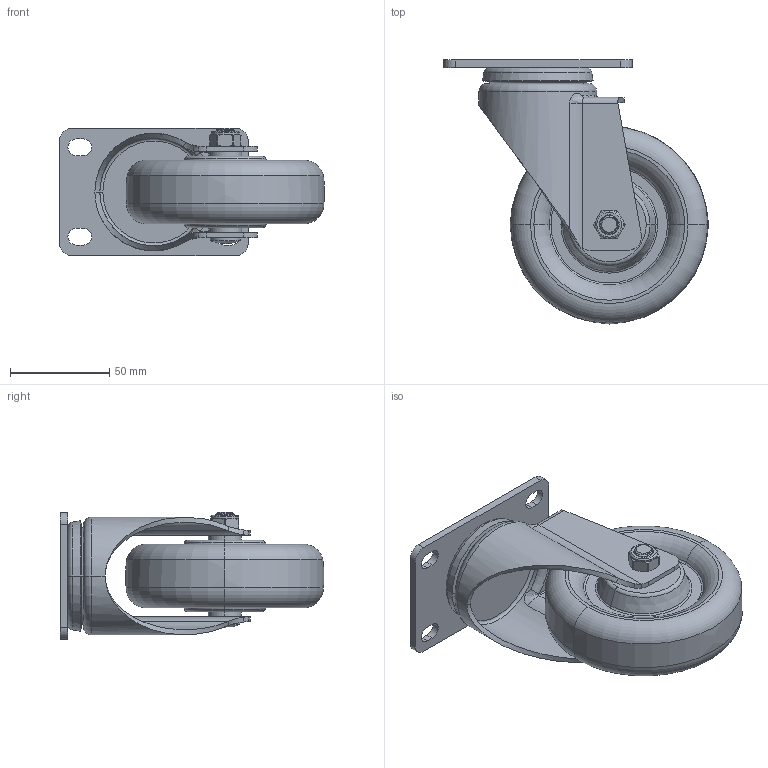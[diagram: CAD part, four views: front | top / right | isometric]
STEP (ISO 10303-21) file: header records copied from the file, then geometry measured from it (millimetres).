
FILE_DESCRIPTION((''),'2;1');
FILE_NAME('50114-504-86_ASM','2020-01-01T',('L'),(''),'PRO/ENGINEER BY PARAMETRIC TECHNOLOGY CORPORATION, 2010280','PRO/ENGINEER BY PARAMETRIC TECHNOLOGY CORPORATION, 2010280','');
FILE_SCHEMA(('CONFIG_CONTROL_DESIGN'));
Length unit declared in the file: millimetre
Products named in the file (5): 50114; 504-986; 570-33; 570-34; 50114-504-86_ASM
Assembly tree (4 placements, depth 2):
  50114-504-86_ASM
    50114
    504-986
    570-33
    570-34
Bounding box: 133.48 x 132.96 x 64 mm (x, y, z)
Volume: 286279.3 mm3; surface area: 67371 mm2
Topology: 4 solids, 4 shells, 224 faces, 533 edges, 327 vertices
Faces by surface type: cylinder 72, plane 57, torus 38, cone 28, bspline 27, sphere 2
Entity records: 11360 total; most frequent: CARTESIAN_POINT 6201, ORIENTED_EDGE 1062, DIRECTION 1039, EDGE_CURVE 531, AXIS2_PLACEMENT_3D 427, VERTEX_POINT 327, EDGE_LOOP 250, FACE_OUTER_BOUND 224
